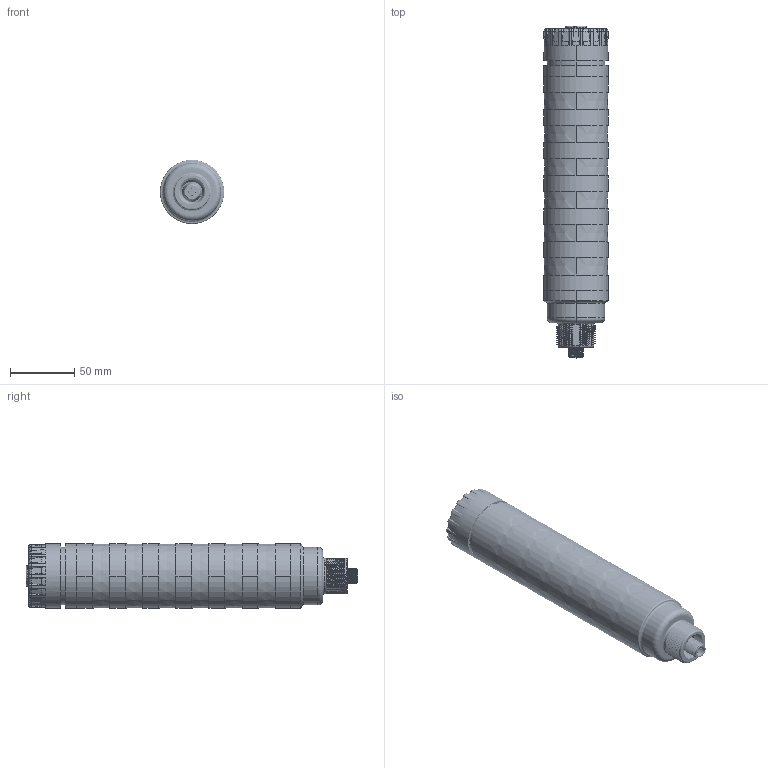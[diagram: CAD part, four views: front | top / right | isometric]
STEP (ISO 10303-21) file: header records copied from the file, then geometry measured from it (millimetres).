
FILE_DESCRIPTION((''),'2;1');
FILE_NAME('205842_ASM','2018-04-27T',('pdmadmin'),('BANNER ENGINEERING'),'CREO PARAMETRIC BY PTC INC, 2016260','CREO PARAMETRIC BY PTC INC, 2016260','');
FILE_SCHEMA(('CONFIG_CONTROL_DESIGN'));
Products named in the file (9): 159072; 141960; 188201; 158231_WEB; 158948; 158950; 143281_WEB_MODEL; 143282; 205842_ASM
Assembly tree (19 placements, depth 2):
  205842_ASM
    159072
    141960
    188201
    158231_WEB  x7
    158948  x6
    158950
    143281_WEB_MODEL
    143282
Bounding box: 50 x 259.2 x 50 mm (x, y, z)
Volume: 149913.8 mm3; surface area: 173017.5 mm2
Topology: 19 solids, 19 shells, 3124 faces, 8139 edges, 5247 vertices
Faces by surface type: plane 1440, cylinder 904, cone 296, bspline 254, torus 230
Entity records: 84635 total; most frequent: CARTESIAN_POINT 48658, ORIENTED_EDGE 7722, DIRECTION 7280, EDGE_CURVE 3861, AXIS2_PLACEMENT_3D 2849, VERTEX_POINT 2443, EDGE_LOOP 1608, VECTOR 1582
